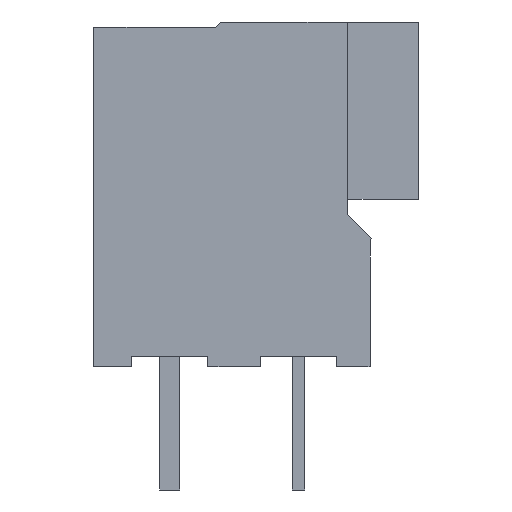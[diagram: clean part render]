
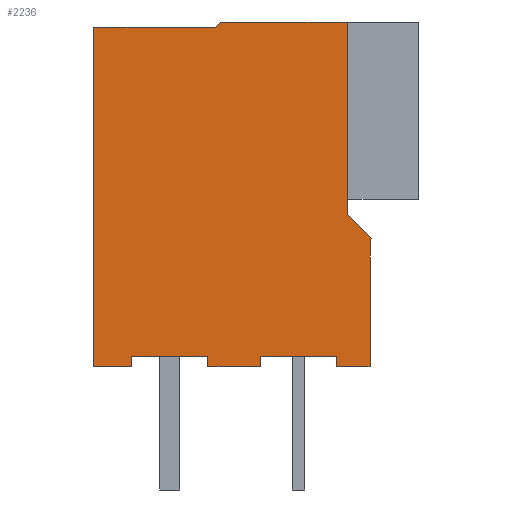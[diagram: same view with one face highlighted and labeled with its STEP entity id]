
A CAD part, left-side view. The second image highlights one B-rep face of the part: STEP entity #2236.
In plain terms, the highlighted planar face has unit normal (-1, 0, 0).
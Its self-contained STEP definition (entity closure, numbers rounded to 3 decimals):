
#350=DIRECTION('',(0.,-1.,0.));
#351=VECTOR('',#350,5.);
#352=CARTESIAN_POINT('',(-3.,0.,13.6));
#353=LINE('',#352,#351);
#454=DIRECTION('',(0.,0.,1.));
#455=VECTOR('',#454,7.6);
#456=CARTESIAN_POINT('',(-3.,-5.,6.));
#457=LINE('',#456,#455);
#514=DIRECTION('',(0.,0.,1.));
#515=VECTOR('',#514,0.4);
#516=CARTESIAN_POINT('',(-3.,3.5,0.));
#517=LINE('',#516,#515);
#518=DIRECTION('',(0.,1.,0.));
#519=VECTOR('',#518,1.5);
#520=CARTESIAN_POINT('',(-3.,3.5,0.));
#521=LINE('',#520,#519);
#522=DIRECTION('',(0.,0.,1.));
#523=VECTOR('',#522,13.4);
#524=CARTESIAN_POINT('',(-3.,5.,0.));
#525=LINE('',#524,#523);
#526=DIRECTION('',(0.,-1.,0.));
#527=VECTOR('',#526,4.8);
#528=CARTESIAN_POINT('',(-3.,5.,13.4));
#529=LINE('',#528,#527);
#530=DIRECTION('',(0.,-0.707,0.707));
#531=VECTOR('',#530,0.283);
#532=CARTESIAN_POINT('',(-3.,0.2,13.4));
#533=LINE('',#532,#531);
#534=DIRECTION('',(0.,-0.707,-0.707));
#535=VECTOR('',#534,1.344);
#536=CARTESIAN_POINT('',(-3.,-5.,6.));
#537=LINE('',#536,#535);
#538=DIRECTION('',(0.,0.707,-0.707));
#539=VECTOR('',#538,0.071);
#540=CARTESIAN_POINT('',(-3.,-5.95,5.05));
#541=LINE('',#540,#539);
#542=DIRECTION('',(0.,0.,-1.));
#543=VECTOR('',#542,5.);
#544=CARTESIAN_POINT('',(-3.,-5.9,5.));
#545=LINE('',#544,#543);
#546=DIRECTION('',(0.,1.,0.));
#547=VECTOR('',#546,1.32);
#548=CARTESIAN_POINT('',(-3.,-5.9,0.));
#549=LINE('',#548,#547);
#550=DIRECTION('',(0.,0.,1.));
#551=VECTOR('',#550,0.4);
#552=CARTESIAN_POINT('',(-3.,-4.58,0.));
#553=LINE('',#552,#551);
#554=DIRECTION('',(0.,-1.,0.));
#555=VECTOR('',#554,3.);
#556=CARTESIAN_POINT('',(-3.,-1.58,0.4));
#557=LINE('',#556,#555);
#558=DIRECTION('',(0.,0.,1.));
#559=VECTOR('',#558,0.4);
#560=CARTESIAN_POINT('',(-3.,-1.58,0.));
#561=LINE('',#560,#559);
#562=DIRECTION('',(0.,1.,0.));
#563=VECTOR('',#562,2.08);
#564=CARTESIAN_POINT('',(-3.,-1.58,0.));
#565=LINE('',#564,#563);
#566=DIRECTION('',(0.,0.,1.));
#567=VECTOR('',#566,0.4);
#568=CARTESIAN_POINT('',(-3.,0.5,0.));
#569=LINE('',#568,#567);
#570=DIRECTION('',(0.,-1.,0.));
#571=VECTOR('',#570,3.);
#572=CARTESIAN_POINT('',(-3.,3.5,0.4));
#573=LINE('',#572,#571);
#1286=CARTESIAN_POINT('',(-3.,5.,0.));
#1287=CARTESIAN_POINT('',(-3.,5.,13.4));
#1288=VERTEX_POINT('',#1286);
#1289=VERTEX_POINT('',#1287);
#1290=CARTESIAN_POINT('',(-3.,0.2,13.4));
#1291=VERTEX_POINT('',#1290);
#1292=CARTESIAN_POINT('',(-3.,0.,13.6));
#1293=CARTESIAN_POINT('',(-3.,-5.,13.6));
#1294=VERTEX_POINT('',#1292);
#1295=VERTEX_POINT('',#1293);
#1296=CARTESIAN_POINT('',(-3.,-5.95,5.05));
#1297=CARTESIAN_POINT('',(-3.,-5.9,5.));
#1298=VERTEX_POINT('',#1296);
#1299=VERTEX_POINT('',#1297);
#1300=CARTESIAN_POINT('',(-3.,-5.9,0.));
#1301=VERTEX_POINT('',#1300);
#1302=CARTESIAN_POINT('',(-3.,-5.,6.));
#1303=VERTEX_POINT('',#1302);
#1376=CARTESIAN_POINT('',(-3.,3.5,0.));
#1377=CARTESIAN_POINT('',(-3.,3.5,0.4));
#1378=VERTEX_POINT('',#1376);
#1379=VERTEX_POINT('',#1377);
#1380=CARTESIAN_POINT('',(-3.,0.5,0.4));
#1381=VERTEX_POINT('',#1380);
#1382=CARTESIAN_POINT('',(-3.,0.5,0.));
#1383=VERTEX_POINT('',#1382);
#1384=CARTESIAN_POINT('',(-3.,-1.58,0.));
#1385=CARTESIAN_POINT('',(-3.,-1.58,0.4));
#1386=VERTEX_POINT('',#1384);
#1387=VERTEX_POINT('',#1385);
#1388=CARTESIAN_POINT('',(-3.,-4.58,0.4));
#1389=VERTEX_POINT('',#1388);
#1390=CARTESIAN_POINT('',(-3.,-4.58,0.));
#1391=VERTEX_POINT('',#1390);
#2203=CARTESIAN_POINT('',(-3.,0.,0.));
#2204=DIRECTION('',(-1.,0.,0.));
#2205=DIRECTION('',(0.,-1.,0.));
#2206=AXIS2_PLACEMENT_3D('',#2203,#2204,#2205);
#2207=PLANE('',#2206);
#2209=ORIENTED_EDGE('',*,*,#2208,.F.);
#2210=ORIENTED_EDGE('',*,*,#1709,.T.);
#2212=ORIENTED_EDGE('',*,*,#2211,.T.);
#2214=ORIENTED_EDGE('',*,*,#2213,.T.);
#2216=ORIENTED_EDGE('',*,*,#2215,.T.);
#2217=ORIENTED_EDGE('',*,*,#1981,.T.);
#2218=ORIENTED_EDGE('',*,*,#2094,.F.);
#2219=ORIENTED_EDGE('',*,*,#1756,.T.);
#2220=ORIENTED_EDGE('',*,*,#1739,.T.);
#2221=ORIENTED_EDGE('',*,*,#1724,.T.);
#2222=ORIENTED_EDGE('',*,*,#1677,.T.);
#2224=ORIENTED_EDGE('',*,*,#2223,.T.);
#2226=ORIENTED_EDGE('',*,*,#2225,.F.);
#2228=ORIENTED_EDGE('',*,*,#2227,.F.);
#2229=ORIENTED_EDGE('',*,*,#1693,.T.);
#2231=ORIENTED_EDGE('',*,*,#2230,.T.);
#2233=ORIENTED_EDGE('',*,*,#2232,.F.);
#2234=EDGE_LOOP('',(#2209,#2210,#2212,#2214,#2216,#2217,#2218,#2219,#2220,#2221,
#2222,#2224,#2226,#2228,#2229,#2231,#2233));
#2235=FACE_OUTER_BOUND('',#2234,.F.);
#1677=EDGE_CURVE('',#1301,#1391,#549,.T.);
#1693=EDGE_CURVE('',#1386,#1383,#565,.T.);
#1709=EDGE_CURVE('',#1378,#1288,#521,.T.);
#1724=EDGE_CURVE('',#1299,#1301,#545,.T.);
#1739=EDGE_CURVE('',#1298,#1299,#541,.T.);
#1756=EDGE_CURVE('',#1303,#1298,#537,.T.);
#1981=EDGE_CURVE('',#1294,#1295,#353,.T.);
#2094=EDGE_CURVE('',#1303,#1295,#457,.T.);
#2208=EDGE_CURVE('',#1378,#1379,#517,.T.);
#2211=EDGE_CURVE('',#1288,#1289,#525,.T.);
#2213=EDGE_CURVE('',#1289,#1291,#529,.T.);
#2215=EDGE_CURVE('',#1291,#1294,#533,.T.);
#2223=EDGE_CURVE('',#1391,#1389,#553,.T.);
#2225=EDGE_CURVE('',#1387,#1389,#557,.T.);
#2227=EDGE_CURVE('',#1386,#1387,#561,.T.);
#2230=EDGE_CURVE('',#1383,#1381,#569,.T.);
#2232=EDGE_CURVE('',#1379,#1381,#573,.T.);
#2236=ADVANCED_FACE('',(#2235),#2207,.T.);
